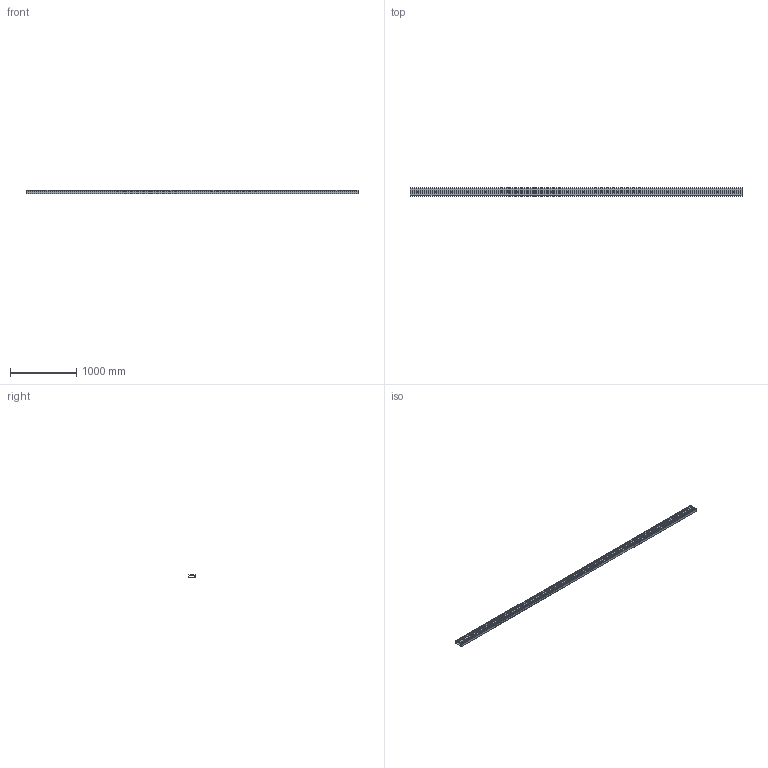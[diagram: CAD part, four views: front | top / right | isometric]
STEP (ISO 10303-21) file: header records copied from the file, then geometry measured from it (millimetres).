
FILE_DESCRIPTION (( 'STEP AP214' ), '1' );
FILE_NAME ('AL_0005-D-5000-S-E Drain.STEP', '2021-02-16T11:07:54', ( '' ), ( '' ), 'SwSTEP 2.0', 'SolidWorks 2019', '' );
FILE_SCHEMA (( 'AUTOMOTIVE_DESIGN' ));
Length unit declared in the file: millimetre
Products named in the file (1): AL_0005-D-5000-S-E Drain
Bounding box: 5000 x 120.4 x 48.3 mm (x, y, z)
Volume: 11728918.1 mm3; surface area: 2839501.3 mm2
Topology: 1 solids, 1 shells, 284 faces, 776 edges, 484 vertices
Faces by surface type: cylinder 178, plane 66, cone 40
Entity records: 9130 total; most frequent: CARTESIAN_POINT 1905, ORIENTED_EDGE 1552, DIRECTION 1462, EDGE_CURVE 776, AXIS2_PLACEMENT_3D 521, VERTEX_POINT 484, VECTOR 420, LINE 420
